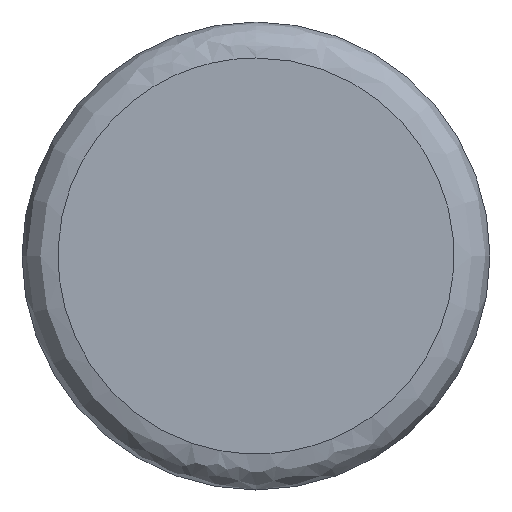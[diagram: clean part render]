
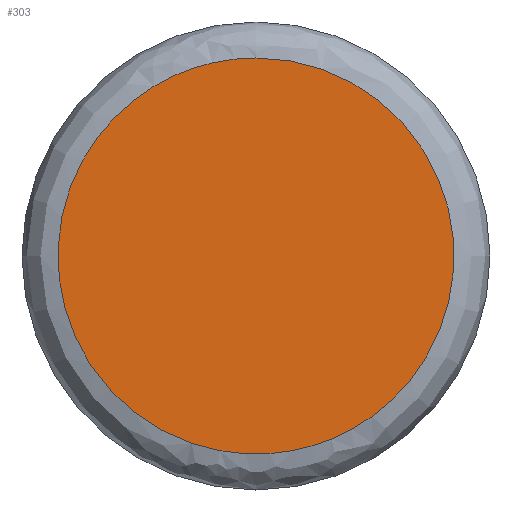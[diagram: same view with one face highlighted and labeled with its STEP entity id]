
A CAD part, left-side view. The second image highlights one B-rep face of the part: STEP entity #303.
In plain terms, the highlighted planar face has unit normal (-1, 0, 0).
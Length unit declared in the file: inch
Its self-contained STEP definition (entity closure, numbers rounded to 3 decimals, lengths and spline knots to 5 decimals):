
#10 = EDGE_LOOP ( 'NONE', ( #143 ) ) ;
#25 = CARTESIAN_POINT ( 'NONE',  ( -0.4375, -0.479, 0.2395 ) ) ;
#38 = CARTESIAN_POINT ( 'NONE',  ( -0.4375, 0., -0.2395 ) ) ;
#66 = CARTESIAN_POINT ( 'NONE',  ( -0.4375, 0.479, 0.2395 ) ) ;
#74 = CARTESIAN_POINT ( 'NONE',  ( -0.4375, 0., 0. ) ) ;
#104 = FACE_OUTER_BOUND ( 'NONE', #10, .T. ) ;
#116 =( BOUNDED_CURVE ( )  B_SPLINE_CURVE ( 3, ( #506, #25, #446, #38, #125, #66, #452 ),
 .UNSPECIFIED., .T., .T. ) 
 B_SPLINE_CURVE_WITH_KNOTS ( ( 4, 3, 4 ),
 ( 0., 0.5, 1. ),
 .UNSPECIFIED. ) 
 CURVE ( )  GEOMETRIC_REPRESENTATION_ITEM ( )  RATIONAL_B_SPLINE_CURVE ( ( 1., 0.333, 0.333, 1., 0.333, 0.333, 1. ) ) 
 REPRESENTATION_ITEM ( '' )  );
#125 = CARTESIAN_POINT ( 'NONE',  ( -0.4375, 0.479, -0.2395 ) ) ;
#143 = ORIENTED_EDGE ( 'NONE', *, *, #171, .F. ) ;
#167 = PLANE ( 'NONE',  #412 ) ;
#171 = EDGE_CURVE ( 'NONE', #396, #396, #116, .T. ) ;
#209 = CARTESIAN_POINT ( 'NONE',  ( -0.4375, 0., 0.2395 ) ) ;
#303 = ADVANCED_FACE ( 'NONE', ( #104 ), #167, .F. ) ;
#382 = DIRECTION ( 'NONE',  ( 1., 0., 0. ) ) ;
#396 = VERTEX_POINT ( 'NONE', #209 ) ;
#412 = AXIS2_PLACEMENT_3D ( 'NONE', #74, #382, #423 ) ;
#423 = DIRECTION ( 'NONE',  ( 0., 1., 0. ) ) ;
#446 = CARTESIAN_POINT ( 'NONE',  ( -0.4375, -0.479, -0.2395 ) ) ;
#452 = CARTESIAN_POINT ( 'NONE',  ( -0.4375, 0., 0.2395 ) ) ;
#506 = CARTESIAN_POINT ( 'NONE',  ( -0.4375, 0., 0.2395 ) ) ;
